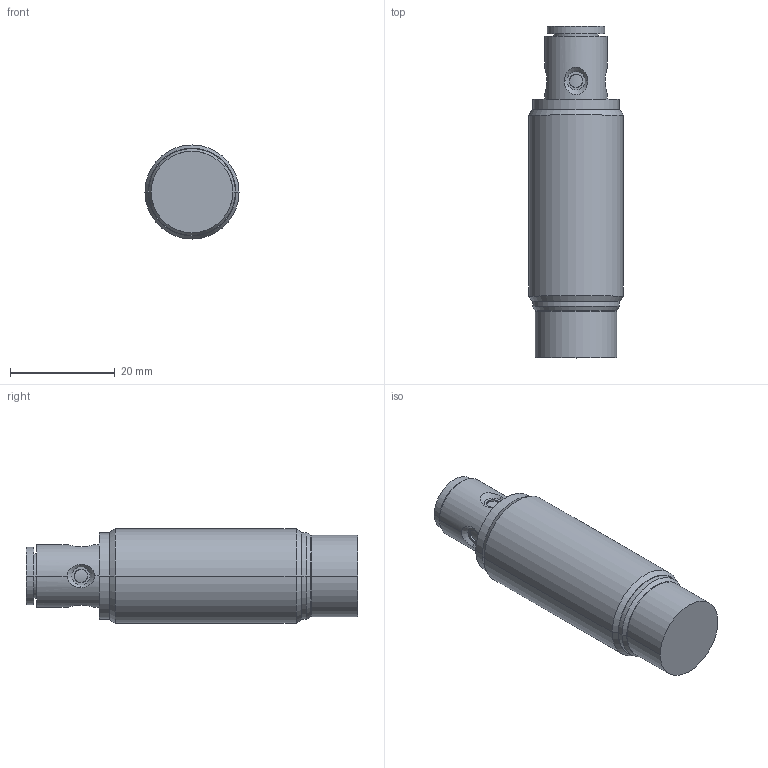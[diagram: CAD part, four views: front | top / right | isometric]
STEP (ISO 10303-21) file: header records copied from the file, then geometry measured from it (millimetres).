
FILE_DESCRIPTION((''),'2;1');
FILE_NAME('DM_CAD-1943_SW0001','2014-01-21T',('creinig-se'),(''),'PRO/ENGINEER BY PARAMETRIC TECHNOLOGY CORPORATION, 2013050','PRO/ENGINEER BY PARAMETRIC TECHNOLOGY CORPORATION, 2013050','');
FILE_SCHEMA(('CONFIG_CONTROL_DESIGN'));
Length unit declared in the file: millimetre
Products named in the file (1): DM_CAD-1943_SW0001
Bounding box: 18 x 63.5 x 18 mm (x, y, z)
Volume: 13308 mm3; surface area: 3769.2 mm2
Topology: 1 solids, 1 shells, 53 faces, 110 edges, 70 vertices
Faces by surface type: cylinder 26, cone 14, plane 11, torus 2
Entity records: 2237 total; most frequent: CARTESIAN_POINT 649, DIRECTION 248, ORIENTED_EDGE 220, EDGE_CURVE 110, AXIS2_PLACEMENT_3D 105, VERTEX_POINT 70, EDGE_LOOP 64, FACE_OUTER_BOUND 53
